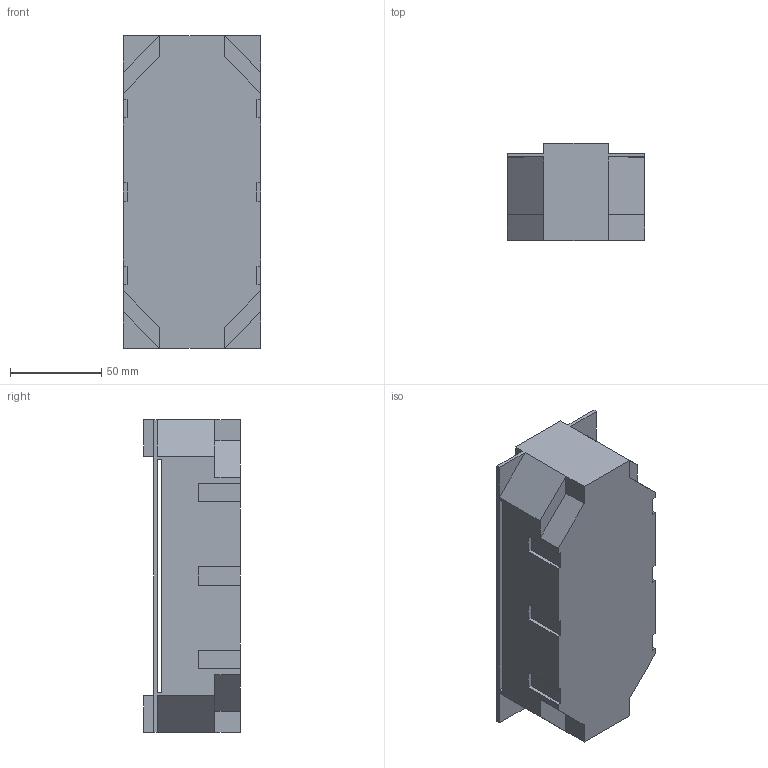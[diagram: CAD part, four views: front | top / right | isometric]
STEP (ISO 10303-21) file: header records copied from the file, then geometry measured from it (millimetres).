
FILE_DESCRIPTION((''),'2;1');
FILE_NAME('GTVR300','2024-02-05T16:24:11',('goergem'),(''),'CREO PARAMETRIC BY PTC INC, 2022281','CREO PARAMETRIC BY PTC INC, 2022281','');
FILE_SCHEMA(('AUTOMOTIVE_DESIGN { 1 0 10303 214 1 1 1 1 }'));
Length unit declared in the file: millimetre
Products named in the file (1): GTVR300
Bounding box: 75 x 53 x 171 mm (x, y, z)
Volume: 233553.1 mm3; surface area: 81300.8 mm2
Topology: 1 solids, 1 shells, 116 faces, 332 edges, 216 vertices
Faces by surface type: plane 116
Entity records: 6642 total; most frequent: CARTESIAN_POINT 1881, DIRECTION 718, ORIENTED_EDGE 664, POLYLINE 557, VECTOR 335, LINE 335, EDGE_CURVE 332, COLOUR_RGB 217
